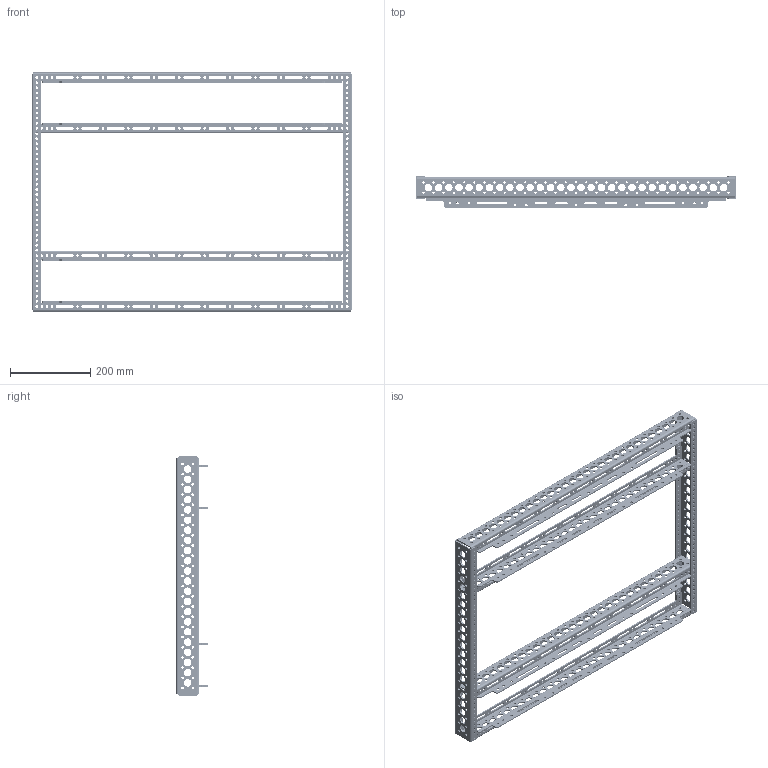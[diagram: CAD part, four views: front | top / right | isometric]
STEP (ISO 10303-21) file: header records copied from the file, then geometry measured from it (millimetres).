
FILE_DESCRIPTION (( 'STEP AP203' ), '1' );
FILE_NAME ('217-2593-000-STEP.STEP', '2013-01-09T21:26:29', ( '' ), ( '' ), 'SwSTEP 2.0', 'SolidWorks 2012', '' );
FILE_SCHEMA (( 'CONFIG_CONTROL_DESIGN' ));
Length unit declared in the file: inch
Products named in the file (4): 217-2593-000-STEP; 217-2655-001 Rev1; 217-2593-002 Rev3; 217-2593-001 Rev2
Assembly tree (6 placements, depth 2):
  217-2593-000-STEP
    217-2593-001 Rev2  x4
    217-2593-002 Rev3  x2
  217-2655-001 Rev1
Bounding box: 800.1 x 79.38 x 596.9 mm (x, y, z)
Volume: 1155175.7 mm3; surface area: 874438.1 mm2
Topology: 6 solids, 6 shells, 2564 faces, 7528 edges, 4976 vertices
Faces by surface type: cylinder 2104, plane 460
Entity records: 29643 total; most frequent: DIRECTION 5412, CARTESIAN_POINT 4793, ORIENTED_EDGE 4780, EDGE_CURVE 2390, AXIS2_PLACEMENT_3D 2199, VERTEX_POINT 1580, EDGE_LOOP 1484, CIRCLE 1376
